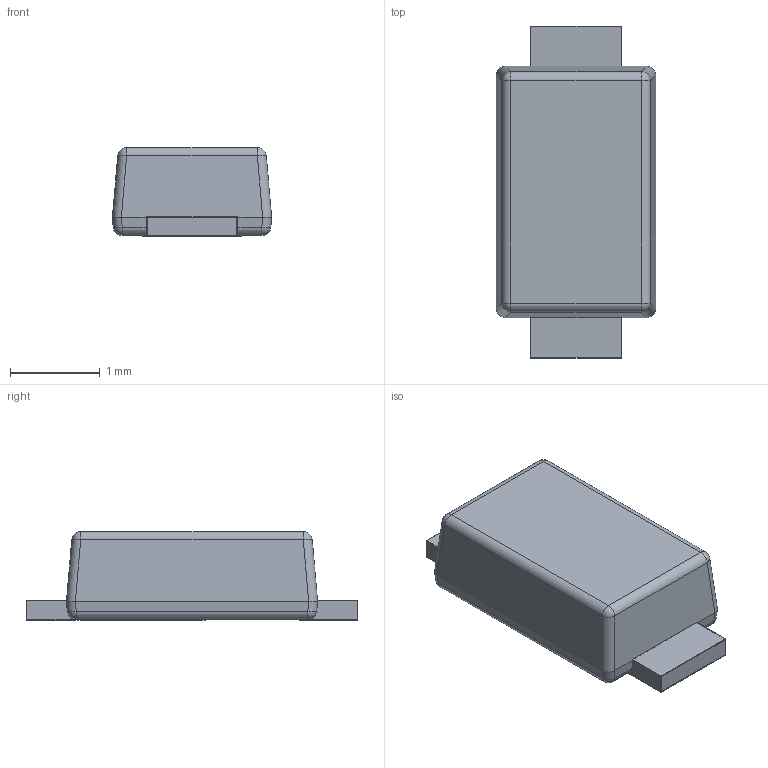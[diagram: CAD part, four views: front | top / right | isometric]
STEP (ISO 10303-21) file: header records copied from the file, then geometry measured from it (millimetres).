
FILE_DESCRIPTION(/* description */ (''),/* implementation_level */ '2;1');
FILE_NAME(/* name */ 'PowerDI-123 STP',/* time_stamp */ '2020-05-15T16:46:44+08:00',/* author */ ('Wei Wu'),/* organization */ ('Diodes'),/* preprocessor_version */ 'ST-DEVELOPER v16.7',/* originating_system */ 'DEX',/* authorisation */ $);
FILE_SCHEMA (('AUTOMOTIVE_DESIGN {1 0 10303 214 3 1 1}'));
Length unit declared in the file: millimetre
Products named in the file (4): PowerDI-123; CPD; Lead; Outer plating
Assembly tree (3 placements, depth 2):
  PowerDI-123
    CPD
    Lead
    Outer plating
Bounding box: 1.77 x 3.7 x 0.99 mm (x, y, z)
Volume: 4.8 mm3; surface area: 33.8 mm2
Topology: 5 solids, 5 shells, 150 faces, 363 edges, 208 vertices
Faces by surface type: plane 68, cylinder 58, sphere 16, torus 8
Entity records: 4340 total; most frequent: CARTESIAN_POINT 766, DIRECTION 755, ORIENTED_EDGE 700, EDGE_CURVE 350, AXIS2_PLACEMENT_3D 269, LINE 217, VECTOR 217, VERTEX_POINT 208
